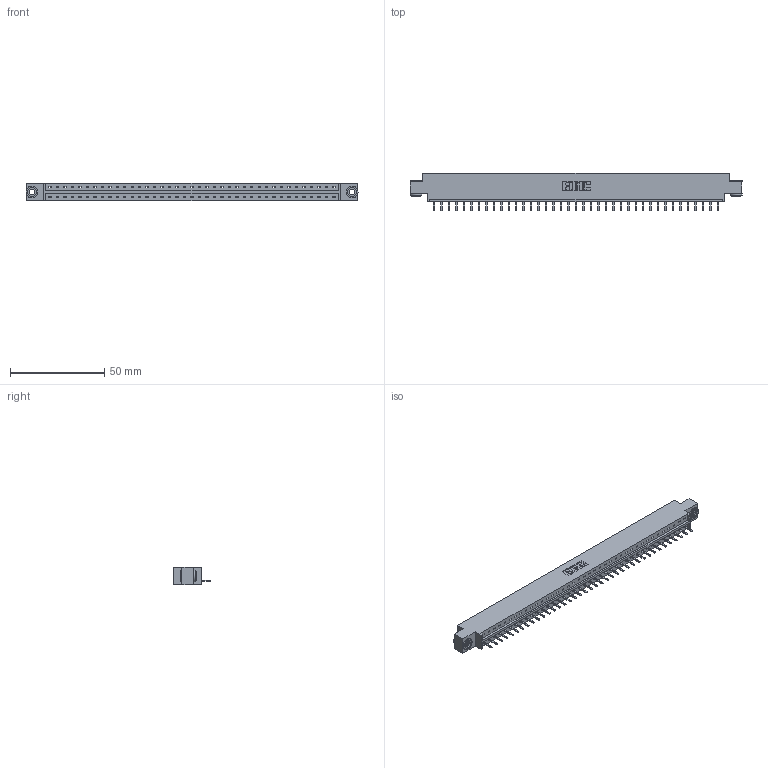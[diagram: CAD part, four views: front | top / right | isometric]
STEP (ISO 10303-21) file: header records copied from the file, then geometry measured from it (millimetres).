
FILE_DESCRIPTION (( 'STEP AP203' ), '1' );
FILE_NAME ('833-039-520-603.STEP', '2020-06-03T14:20:39', ( '' ), ( '' ), 'SwSTEP 2.0', 'SolidWorks 2020', '' );
FILE_SCHEMA (( 'CONFIG_CONTROL_DESIGN' ));
Length unit declared in the file: inch
Products named in the file (4): 345-292-001_345-293-120; 345-250-002_345-250-002-102; 833-039-520-603; 833 Part_Offset - .156 Dia - TH
Assembly tree (42 placements, depth 2):
  833-039-520-603
    833 Part_Offset - .156 Dia - TH
    345-292-001_345-293-120  x39
    345-250-002_345-250-002-102  x2
Bounding box: 176.07 x 20.02 x 9.4 mm (x, y, z)
Volume: 17371.5 mm3; surface area: 18808.1 mm2
Topology: 42 solids, 42 shells, 2574 faces, 7575 edges, 4942 vertices
Faces by surface type: plane 1800, cylinder 766, cone 8
Entity records: 25126 total; most frequent: CARTESIAN_POINT 4326, ORIENTED_EDGE 4282, DIRECTION 3677, EDGE_CURVE 2141, VECTOR 1985, LINE 1985, VERTEX_POINT 1422, AXIS2_PLACEMENT_3D 846
